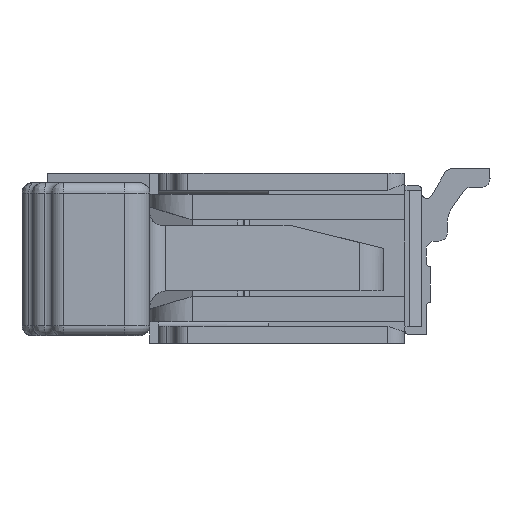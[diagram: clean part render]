
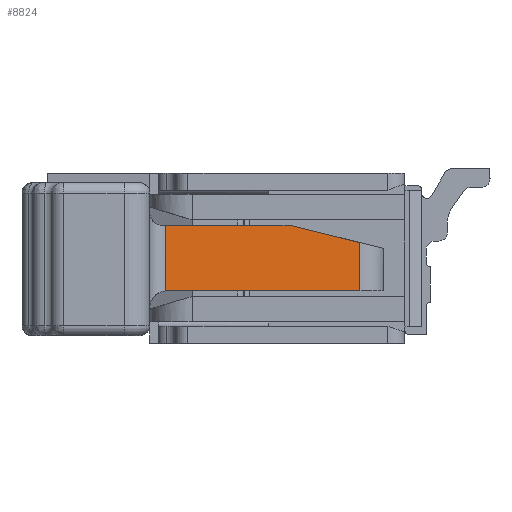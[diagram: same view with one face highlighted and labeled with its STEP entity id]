
A CAD part, left-side view. The second image highlights one B-rep face of the part: STEP entity #8824.
In plain terms, the highlighted planar face has unit normal (-0.997, -0.072, 0).
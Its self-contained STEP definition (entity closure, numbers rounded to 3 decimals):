
#3047=DIRECTION('',(-0.073,0.997,0.));
#3048=VECTOR('',#3047,1.468);
#3049=CARTESIAN_POINT('',(-19.685,-3.15,
0.385));
#3050=LINE('',#3049,#3048);
#3110=DIRECTION('',(0.073,-0.997,0.));
#3111=VECTOR('',#3110,2.278);
#3112=CARTESIAN_POINT('',(-19.79,-1.7,
-0.385));
#3113=LINE('',#3112,#3111);
#3164=CARTESIAN_POINT('',(-19.792,-1.685,
-0.386));
#3165=CARTESIAN_POINT('',(-19.791,-1.69,
-0.385));
#3166=CARTESIAN_POINT('',(-19.791,-1.695,
-0.385));
#3167=CARTESIAN_POINT('',(-19.79,-1.7,
-0.385));
#3173=DIRECTION('',(0.,0.,-1.));
#3174=VECTOR('',#3173,0.771);
#3175=CARTESIAN_POINT('',(-19.792,-1.685,
0.385));
#3176=LINE('',#3175,#3174);
#3177=CARTESIAN_POINT('',(-19.792,-1.685,
-0.386));
#3200=DIRECTION('',(0.07,-0.969,-0.238));
#3201=VECTOR('',#3200,0.848);
#3202=CARTESIAN_POINT('',(-19.685,-3.15,
0.385));
#3203=LINE('',#3202,#3201);
#3212=DIRECTION('',(0.,0.,1.));
#3213=VECTOR('',#3212,0.568);
#3214=CARTESIAN_POINT('',(-19.625,-3.972,
-0.385));
#3215=LINE('',#3214,#3213);
#3776=CARTESIAN_POINT('',(-19.685,-3.15,
0.385));
#3777=VERTEX_POINT('',#3776);
#3778=CARTESIAN_POINT('',(-19.792,-1.685,
0.385));
#3779=VERTEX_POINT('',#3778);
#3806=CARTESIAN_POINT('',(-19.79,-1.7,
-0.385));
#3807=VERTEX_POINT('',#3806);
#3808=CARTESIAN_POINT('',(-19.625,-3.972,
-0.385));
#3809=VERTEX_POINT('',#3808);
#3832=VERTEX_POINT('',#3177);
#3833=CARTESIAN_POINT('',(-19.625,-3.972,
0.183));
#3834=VERTEX_POINT('',#3833);
#8809=CARTESIAN_POINT('',(-19.708,-2.829,
0.));
#8810=DIRECTION('',(0.997,0.073,0.));
#8811=DIRECTION('',(0.,0.,-1.));
#8812=AXIS2_PLACEMENT_3D('',#8809,#8810,#8811);
#8813=PLANE('',#8812);
#8815=ORIENTED_EDGE('',*,*,#8814,.T.);
#8817=ORIENTED_EDGE('',*,*,#8816,.F.);
#8818=ORIENTED_EDGE('',*,*,#8746,.F.);
#8819=ORIENTED_EDGE('',*,*,#8788,.F.);
#8820=ORIENTED_EDGE('',*,*,#8800,.F.);
#8821=ORIENTED_EDGE('',*,*,#8654,.F.);
#8822=EDGE_LOOP('',(#8815,#8817,#8818,#8819,#8820,#8821));
#8823=FACE_OUTER_BOUND('',#8822,.F.);
#3168=B_SPLINE_CURVE_WITH_KNOTS('',3,(#3164,#3165,#3166,#3167),.UNSPECIFIED.,
.F.,.F.,(4,4),(0.,1.),.UNSPECIFIED.);
#8654=EDGE_CURVE('',#3777,#3779,#3050,.T.);
#8746=EDGE_CURVE('',#3807,#3809,#3113,.T.);
#8788=EDGE_CURVE('',#3832,#3807,#3168,.T.);
#8800=EDGE_CURVE('',#3779,#3832,#3176,.T.);
#8814=EDGE_CURVE('',#3777,#3834,#3203,.T.);
#8816=EDGE_CURVE('',#3809,#3834,#3215,.T.);
#8824=ADVANCED_FACE('',(#8823),#8813,.F.);
